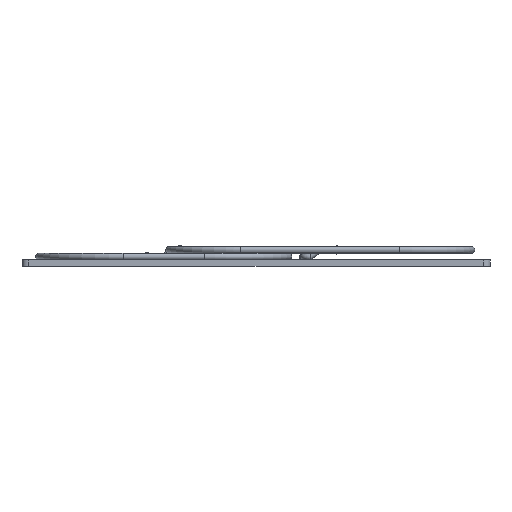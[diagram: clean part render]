
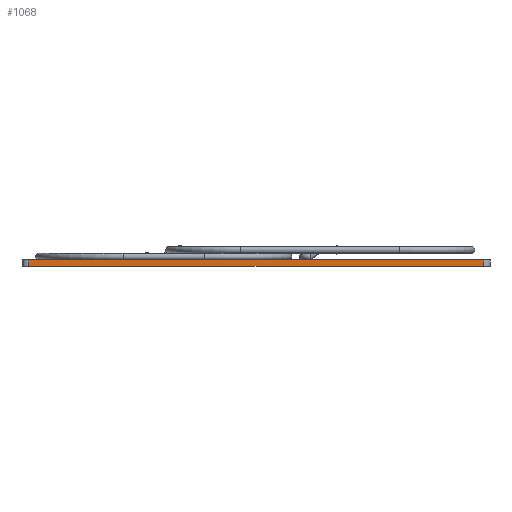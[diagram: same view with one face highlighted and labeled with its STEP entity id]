
A CAD part, left-side view. The second image highlights one B-rep face of the part: STEP entity #1068.
In plain terms, the highlighted planar face has unit normal (-1, 0, 0).
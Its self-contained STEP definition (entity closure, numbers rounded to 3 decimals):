
#1068 = ADVANCED_FACE( '', ( #2302 ), #2303, .T. );
#2302 = FACE_OUTER_BOUND( '', #3623, .T. );
#2303 = PLANE( '', #3624 );
#3623 = EDGE_LOOP( '', ( #6612, #6613, #6614, #6615 ) );
#3624 = AXIS2_PLACEMENT_3D( '', #6616, #6617, #6618 );
#6612 = ORIENTED_EDGE( '', *, *, #6909, .F. );
#6613 = ORIENTED_EDGE( '', *, *, #7653, .F. );
#6614 = ORIENTED_EDGE( '', *, *, #7233, .T. );
#6615 = ORIENTED_EDGE( '', *, *, #6860, .T. );
#6616 = CARTESIAN_POINT( '', ( -30.5, -34.5, 1. ) );
#6617 = DIRECTION( '', ( -1., 0., 0. ) );
#6618 = DIRECTION( '', ( 0., -1., 0. ) );
#6860 = EDGE_CURVE( '', #7860, #7857, #7861, .T. );
#6909 = EDGE_CURVE( '', #7945, #7857, #7947, .T. );
#7233 = EDGE_CURVE( '', #8485, #7860, #8486, .T. );
#7653 = EDGE_CURVE( '', #8485, #7945, #9062, .T. );
#7857 = VERTEX_POINT( '', #9319 );
#7860 = VERTEX_POINT( '', #9322 );
#7861 = LINE( '', #9323, #9324 );
#7945 = VERTEX_POINT( '', #9478 );
#7947 = LINE( '', #9480, #9481 );
#8485 = VERTEX_POINT( '', #10735 );
#8486 = LINE( '', #10736, #10737 );
#9062 = LINE( '', #12108, #12109 );
#9319 = CARTESIAN_POINT( '', ( -30.5, 34.5, 0. ) );
#9322 = CARTESIAN_POINT( '', ( -30.5, 34.5, 1. ) );
#9323 = CARTESIAN_POINT( '', ( -30.5, 34.5, 1. ) );
#9324 = VECTOR( '', #12306, 1000. );
#9478 = CARTESIAN_POINT( '', ( -30.5, -34.5, 0. ) );
#9480 = CARTESIAN_POINT( '', ( -30.5, -34.5, 0. ) );
#9481 = VECTOR( '', #12354, 1000. );
#10735 = CARTESIAN_POINT( '', ( -30.5, -34.5, 1. ) );
#10736 = CARTESIAN_POINT( '', ( -30.5, -34.5, 1. ) );
#10737 = VECTOR( '', #12609, 1000. );
#12108 = CARTESIAN_POINT( '', ( -30.5, -34.5, 1. ) );
#12109 = VECTOR( '', #12904, 1000. );
#12306 = DIRECTION( '', ( 0., 0., -1. ) );
#12354 = DIRECTION( '', ( 0., 1., 0. ) );
#12609 = DIRECTION( '', ( 0., 1., 0. ) );
#12904 = DIRECTION( '', ( 0., 0., -1. ) );
